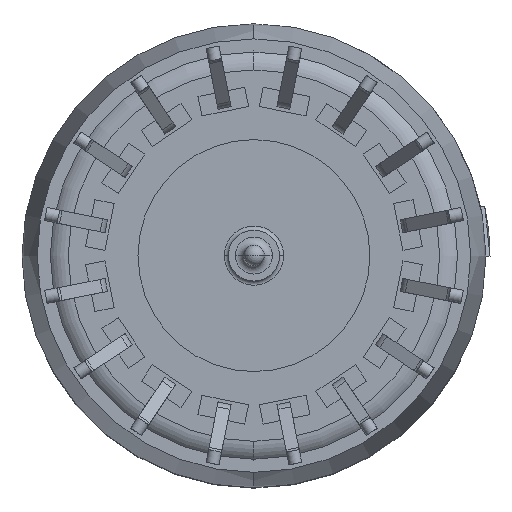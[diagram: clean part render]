
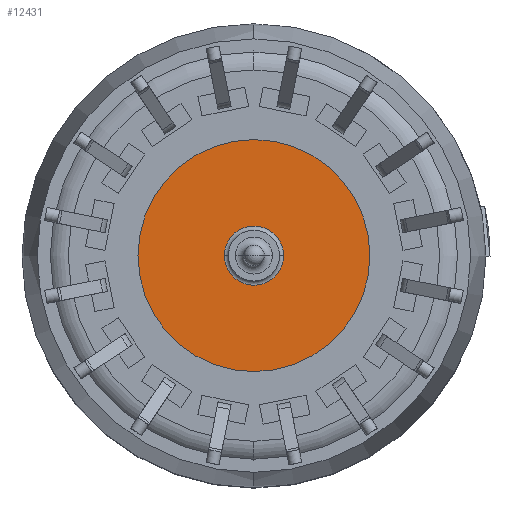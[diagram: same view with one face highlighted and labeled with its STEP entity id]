
A CAD part, top view. The second image highlights one B-rep face of the part: STEP entity #12431.
In plain terms, the highlighted planar face has unit normal (0, 0, 1).
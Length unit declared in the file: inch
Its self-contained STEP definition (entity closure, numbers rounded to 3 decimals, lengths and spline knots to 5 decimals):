
#12268=CARTESIAN_POINT('',(0.,0.,0.381));
#12269=DIRECTION('',(0.,0.,-1.));
#12270=DIRECTION('',(-1.,0.,0.));
#12271=AXIS2_PLACEMENT_3D('',#12268,#12269,#12270);
#12273=CARTESIAN_POINT('',(0.,0.,0.381));
#12274=DIRECTION('',(0.,0.,-1.));
#12275=DIRECTION('',(1.,0.,0.));
#12276=AXIS2_PLACEMENT_3D('',#12273,#12274,#12275);
#12278=CARTESIAN_POINT('',(0.,0.,0.381));
#12279=DIRECTION('',(0.,0.,-1.));
#12280=DIRECTION('',(-1.,0.,0.));
#12281=AXIS2_PLACEMENT_3D('',#12278,#12279,#12280);
#12283=CARTESIAN_POINT('',(0.,0.,0.381));
#12284=DIRECTION('',(0.,0.,-1.));
#12285=DIRECTION('',(1.,0.,0.));
#12286=AXIS2_PLACEMENT_3D('',#12283,#12284,#12285);
#12390=CARTESIAN_POINT('',(0.141,0.,0.381));
#12391=CARTESIAN_POINT('',(-0.141,0.,0.381));
#12392=VERTEX_POINT('',#12390);
#12393=VERTEX_POINT('',#12391);
#12402=CARTESIAN_POINT('',(-0.036,0.,0.381));
#12403=CARTESIAN_POINT('',(0.036,0.,0.381));
#12404=VERTEX_POINT('',#12402);
#12405=VERTEX_POINT('',#12403);
#12414=CARTESIAN_POINT('',(0.,0.,0.381));
#12415=DIRECTION('',(0.,0.,1.));
#12416=DIRECTION('',(1.,0.,0.));
#12417=AXIS2_PLACEMENT_3D('',#12414,#12415,#12416);
#12418=PLANE('',#12417);
#12420=ORIENTED_EDGE('',*,*,#12419,.T.);
#12422=ORIENTED_EDGE('',*,*,#12421,.T.);
#12423=EDGE_LOOP('',(#12420,#12422));
#12424=FACE_OUTER_BOUND('',#12423,.F.);
#12426=ORIENTED_EDGE('',*,*,#12425,.F.);
#12428=ORIENTED_EDGE('',*,*,#12427,.F.);
#12429=EDGE_LOOP('',(#12426,#12428));
#12430=FACE_BOUND('',#12429,.F.);
#12431=ADVANCED_FACE('',(#12424,#12430),#12418,.T.);
#12272=CIRCLE('',#12271,0.141);
#12277=CIRCLE('',#12276,0.141);
#12282=CIRCLE('',#12281,0.036);
#12287=CIRCLE('',#12286,0.036);
#12419=EDGE_CURVE('',#12393,#12392,#12272,.T.);
#12421=EDGE_CURVE('',#12392,#12393,#12277,.T.);
#12425=EDGE_CURVE('',#12404,#12405,#12282,.T.);
#12427=EDGE_CURVE('',#12405,#12404,#12287,.T.);
